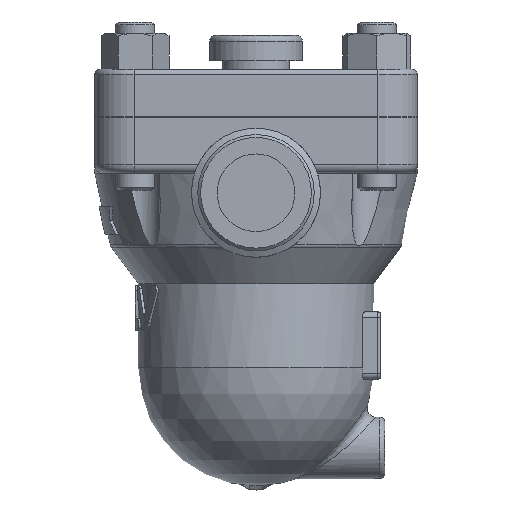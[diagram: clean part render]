
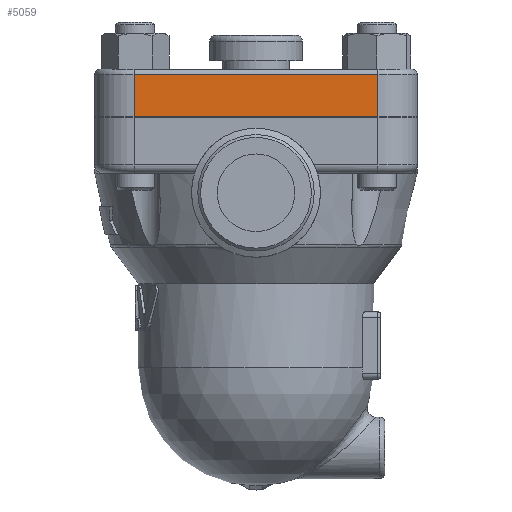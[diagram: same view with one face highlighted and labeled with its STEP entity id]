
A CAD part, left-side view. The second image highlights one B-rep face of the part: STEP entity #5059.
In plain terms, the highlighted planar face has unit normal (-1, 0, 0).
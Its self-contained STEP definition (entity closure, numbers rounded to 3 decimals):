
#4176=CARTESIAN_POINT('',(-57.5,-43.5,35.1));
#4177=VERTEX_POINT('',#4176);
#4210=CARTESIAN_POINT('',(-57.5,43.5,35.1));
#4211=VERTEX_POINT('',#4210);
#4219=CARTESIAN_POINT('',(-57.5,43.5,35.1));
#4220=DIRECTION('',(0.0,-1.0,0.0));
#4221=VECTOR('',#4220,87.);
#4222=LINE('',#4219,#4221);
#4223=EDGE_CURVE('',#4211,#4177,#4222,.T.);
#4937=CARTESIAN_POINT('',(-57.5,-43.5,20.1));
#4938=VERTEX_POINT('',#4937);
#4948=CARTESIAN_POINT('',(-57.5,43.5,20.1));
#4949=VERTEX_POINT('',#4948);
#4950=CARTESIAN_POINT('',(-57.5,43.5,20.1));
#4951=DIRECTION('',(0.0,-1.0,0.0));
#4952=VECTOR('',#4951,87.);
#4953=LINE('',#4950,#4952);
#4954=EDGE_CURVE('',#4949,#4938,#4953,.T.);
#5038=CARTESIAN_POINT('',(-57.5,-43.5,20.1));
#5039=DIRECTION('',(-1.0,0.0,0.0));
#5040=DIRECTION('',(0.0,0.0,1.0));
#5041=AXIS2_PLACEMENT_3D('',#5038,#5039,#5040);
#5042=PLANE('',#5041);
#5043=ORIENTED_EDGE('',*,*,#4223,.F.);
#5044=CARTESIAN_POINT('',(-57.5,43.5,20.1));
#5045=DIRECTION('',(0.0,0.0,1.0));
#5046=VECTOR('',#5045,15.);
#5047=LINE('',#5044,#5046);
#5048=EDGE_CURVE('',#4949,#4211,#5047,.T.);
#5049=ORIENTED_EDGE('',*,*,#5048,.F.);
#5050=ORIENTED_EDGE('',*,*,#4954,.T.);
#5051=CARTESIAN_POINT('',(-57.5,-43.5,20.1));
#5052=DIRECTION('',(0.0,0.0,1.0));
#5053=VECTOR('',#5052,15.);
#5054=LINE('',#5051,#5053);
#5055=EDGE_CURVE('',#4938,#4177,#5054,.T.);
#5056=ORIENTED_EDGE('',*,*,#5055,.T.);
#5057=EDGE_LOOP('',(#5043,#5049,#5050,#5056));
#5058=FACE_OUTER_BOUND('',#5057,.T.);
#5059=ADVANCED_FACE('',(#5058),#5042,.T.);
